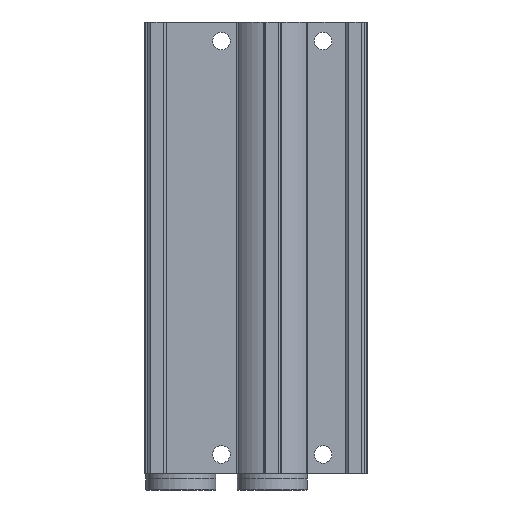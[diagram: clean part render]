
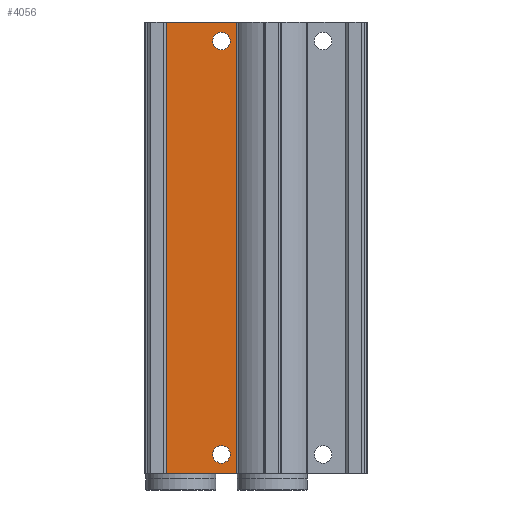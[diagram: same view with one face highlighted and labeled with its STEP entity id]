
A CAD part, front view. The second image highlights one B-rep face of the part: STEP entity #4056.
In plain terms, the highlighted planar face has unit normal (0, -1, 0).
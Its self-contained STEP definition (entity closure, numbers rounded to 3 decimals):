
#151=PLANE('',#4386);
#279=CIRCLE('',#4387,2.75);
#280=CIRCLE('',#4388,2.75);
#588=ORIENTED_EDGE('',*,*,#1668,.F.);
#589=ORIENTED_EDGE('',*,*,#1669,.F.);
#590=ORIENTED_EDGE('',*,*,#1670,.F.);
#591=ORIENTED_EDGE('',*,*,#1667,.F.);
#592=ORIENTED_EDGE('',*,*,#1671,.T.);
#593=ORIENTED_EDGE('',*,*,#1672,.T.);
#1667=EDGE_CURVE('',#2202,#2201,#2595,.T.);
#1668=EDGE_CURVE('',#2203,#2203,#279,.T.);
#1669=EDGE_CURVE('',#2204,#2204,#280,.T.);
#1670=EDGE_CURVE('',#2201,#2205,#2596,.T.);
#1671=EDGE_CURVE('',#2202,#2206,#2597,.T.);
#1672=EDGE_CURVE('',#2206,#2205,#2598,.T.);
#2201=VERTEX_POINT('',#6451);
#2202=VERTEX_POINT('',#6453);
#2203=VERTEX_POINT('',#6457);
#2204=VERTEX_POINT('',#6459);
#2205=VERTEX_POINT('',#6461);
#2206=VERTEX_POINT('',#6463);
#2595=LINE('',#6454,#2873);
#2596=LINE('',#6460,#2874);
#2597=LINE('',#6462,#2875);
#2598=LINE('',#6464,#2876);
#2873=VECTOR('',#4966,1000.);
#2874=VECTOR('',#4973,1000.);
#2875=VECTOR('',#4974,1000.);
#2876=VECTOR('',#4975,1000.);
#3151=EDGE_LOOP('',(#588));
#3152=EDGE_LOOP('',(#589));
#3153=EDGE_LOOP('',(#590,#591,#592,#593));
#3555=FACE_BOUND('',#3151,.T.);
#3556=FACE_BOUND('',#3152,.T.);
#3557=FACE_BOUND('',#3153,.T.);
#4056=ADVANCED_FACE('',(#3555,#3556,#3557),#151,.T.);
#4386=AXIS2_PLACEMENT_3D('',#6455,#4967,#4968);
#4387=AXIS2_PLACEMENT_3D('',#6456,#4969,#4970);
#4388=AXIS2_PLACEMENT_3D('',#6458,#4971,#4972);
#4966=DIRECTION('',(0.,0.,1.));
#4967=DIRECTION('',(0.,-1.,0.));
#4968=DIRECTION('',(0.,0.,-1.));
#4969=DIRECTION('',(0.,-1.,0.));
#4970=DIRECTION('',(0.,0.,-1.));
#4971=DIRECTION('',(0.,-1.,0.));
#4972=DIRECTION('',(0.,0.,-1.));
#4973=DIRECTION('',(1.,0.,0.));
#4974=DIRECTION('',(1.,0.,0.));
#4975=DIRECTION('',(0.,0.,1.));
#6451=CARTESIAN_POINT('',(-33.25,6.,0.));
#6453=CARTESIAN_POINT('',(-33.25,6.,-142.));
#6454=CARTESIAN_POINT('',(-33.25,6.,-142.));
#6455=CARTESIAN_POINT('',(-33.25,6.,-142.));
#6456=CARTESIAN_POINT('',(-16.,6.,-136.));
#6457=CARTESIAN_POINT('',(-16.,6.,-138.75));
#6458=CARTESIAN_POINT('',(-16.,6.,-6.));
#6459=CARTESIAN_POINT('',(-16.,6.,-8.75));
#6460=CARTESIAN_POINT('',(-33.25,6.,0.));
#6461=CARTESIAN_POINT('',(-11.124,6.,0.));
#6462=CARTESIAN_POINT('',(-33.25,6.,-142.));
#6463=CARTESIAN_POINT('',(-11.124,6.,-142.));
#6464=CARTESIAN_POINT('',(-11.124,6.,-142.));
